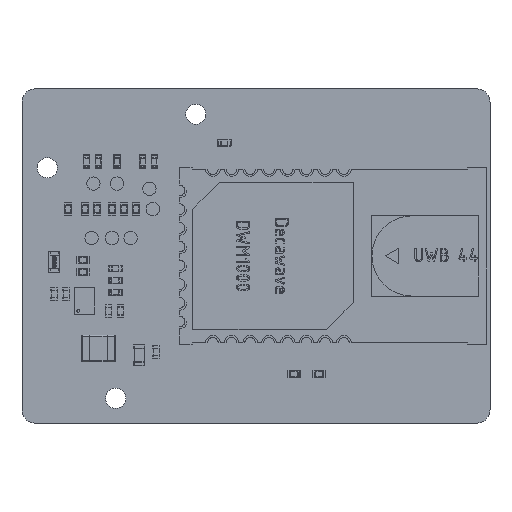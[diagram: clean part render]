
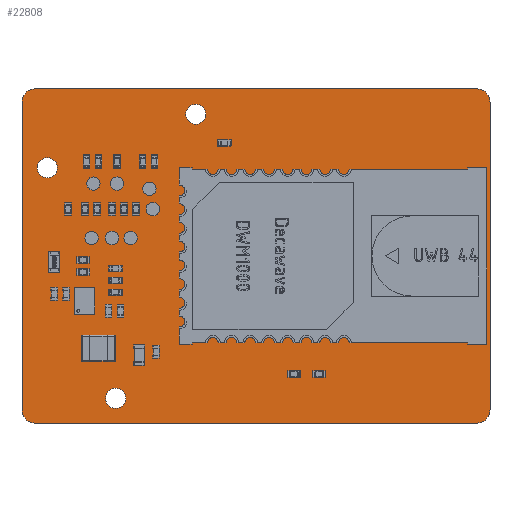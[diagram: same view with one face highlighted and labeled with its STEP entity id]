
A CAD part, top view. The second image highlights one B-rep face of the part: STEP entity #22808.
In plain terms, the highlighted planar face has unit normal (0, 0, 1).
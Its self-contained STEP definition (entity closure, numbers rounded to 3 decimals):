
#16850=FACE_OUTER_BOUND($,#19113,.F.);
#16860=FACE_OUTER_BOUND($,#19123,.T.);
#16864=FACE_OUTER_BOUND($,#19127,.T.);
#16868=FACE_OUTER_BOUND($,#19131,.T.);
#19113=EDGE_LOOP($,(#37835,#37836,#37837,#37838,#37839,#37840,#37841,#37842));
#19123=EDGE_LOOP($,(#37883,#37884));
#19127=EDGE_LOOP($,(#37895,#37896));
#19131=EDGE_LOOP($,(#37907,#37908));
#21436=PLANE($,#34685);
#22808=ADVANCED_FACE($,(#16850,#16860,#16864,#16868),#21436,.T.);
#25062=VECTOR($,#59696,23.);
#25063=VECTOR($,#59697,33.);
#25064=VECTOR($,#59698,23.);
#25065=VECTOR($,#59699,33.);
#29335=LINE($,#70111,#25062);
#29336=LINE($,#70113,#25063);
#29337=LINE($,#70115,#25064);
#29338=LINE($,#70117,#25065);
#33608=CIRCLE($,#34681,1.);
#33609=CIRCLE($,#34682,1.);
#33610=CIRCLE($,#34683,1.);
#33611=CIRCLE($,#34684,1.);
#33616=CIRCLE($,#34699,0.75);
#33617=CIRCLE($,#34700,0.75);
#33620=CIRCLE($,#34705,0.75);
#33621=CIRCLE($,#34706,0.75);
#33624=CIRCLE($,#34711,0.75);
#33625=CIRCLE($,#34712,0.75);
#34681=AXIS2_PLACEMENT_3D($,#70119,#59693,$);
#34682=AXIS2_PLACEMENT_3D($,#70120,#59693,$);
#34683=AXIS2_PLACEMENT_3D($,#70121,#59693,$);
#34684=AXIS2_PLACEMENT_3D($,#70122,#59693,$);
#34685=AXIS2_PLACEMENT_3D($,#70111,#59693,$);
#34699=AXIS2_PLACEMENT_3D($,#70143,#59693,$);
#34700=AXIS2_PLACEMENT_3D($,#70144,#59693,$);
#34705=AXIS2_PLACEMENT_3D($,#70155,#59693,$);
#34706=AXIS2_PLACEMENT_3D($,#70156,#59693,$);
#34711=AXIS2_PLACEMENT_3D($,#70167,#59693,$);
#34712=AXIS2_PLACEMENT_3D($,#70168,#59693,$);
#37835=ORIENTED_EDGE($,*,*,#49751,.T.);
#37836=ORIENTED_EDGE($,*,*,#49752,.T.);
#37837=ORIENTED_EDGE($,*,*,#49753,.T.);
#37838=ORIENTED_EDGE($,*,*,#49754,.T.);
#37839=ORIENTED_EDGE($,*,*,#49755,.T.);
#37840=ORIENTED_EDGE($,*,*,#49756,.T.);
#37841=ORIENTED_EDGE($,*,*,#49757,.T.);
#37842=ORIENTED_EDGE($,*,*,#49758,.T.);
#37883=ORIENTED_EDGE($,*,*,#49776,.T.);
#37884=ORIENTED_EDGE($,*,*,#49777,.T.);
#37895=ORIENTED_EDGE($,*,*,#49783,.T.);
#37896=ORIENTED_EDGE($,*,*,#49784,.T.);
#37907=ORIENTED_EDGE($,*,*,#49790,.T.);
#37908=ORIENTED_EDGE($,*,*,#49791,.T.);
#49751=EDGE_CURVE($,#55713,#55714,#33608,.F.);
#49752=EDGE_CURVE($,#55714,#55715,#29335,.T.);
#49753=EDGE_CURVE($,#55715,#55716,#33609,.F.);
#49754=EDGE_CURVE($,#55716,#55717,#29336,.T.);
#49755=EDGE_CURVE($,#55717,#55718,#33610,.F.);
#49756=EDGE_CURVE($,#55718,#55719,#29337,.T.);
#49757=EDGE_CURVE($,#55719,#55720,#33611,.F.);
#49758=EDGE_CURVE($,#55720,#55713,#29338,.T.);
#49776=EDGE_CURVE($,#55731,#55732,#33616,.F.);
#49777=EDGE_CURVE($,#55732,#55731,#33617,.F.);
#49783=EDGE_CURVE($,#55737,#55738,#33620,.F.);
#49784=EDGE_CURVE($,#55738,#55737,#33621,.F.);
#49790=EDGE_CURVE($,#55743,#55744,#33624,.F.);
#49791=EDGE_CURVE($,#55744,#55743,#33625,.F.);
#55713=VERTEX_POINT($,#70110);
#55714=VERTEX_POINT($,#70111);
#55715=VERTEX_POINT($,#70112);
#55716=VERTEX_POINT($,#70113);
#55717=VERTEX_POINT($,#70114);
#55718=VERTEX_POINT($,#70115);
#55719=VERTEX_POINT($,#70116);
#55720=VERTEX_POINT($,#70117);
#55731=VERTEX_POINT($,#70140);
#55732=VERTEX_POINT($,#70141);
#55737=VERTEX_POINT($,#70152);
#55738=VERTEX_POINT($,#70153);
#55743=VERTEX_POINT($,#70164);
#55744=VERTEX_POINT($,#70165);
#59693=DIRECTION($,(0.,0.,1.));
#59696=DIRECTION($,(0.,-1.,0.));
#59697=DIRECTION($,(-1.,0.,0.));
#59698=DIRECTION($,(0.,1.,0.));
#59699=DIRECTION($,(1.,0.,0.));
#70110=CARTESIAN_POINT('',(34.,25.,0.));
#70111=CARTESIAN_POINT('',(35.,24.,0.));
#70112=CARTESIAN_POINT('',(35.,1.,0.));
#70113=CARTESIAN_POINT('',(34.,0.,0.));
#70114=CARTESIAN_POINT('',(1.,0.,0.));
#70115=CARTESIAN_POINT('',(0.,1.,0.));
#70116=CARTESIAN_POINT('',(0.,24.,0.));
#70117=CARTESIAN_POINT('',(1.,25.,0.));
#70119=CARTESIAN_POINT('',(34.,24.,0.));
#70120=CARTESIAN_POINT('',(34.,1.,0.));
#70121=CARTESIAN_POINT('',(1.,1.,0.));
#70122=CARTESIAN_POINT('',(1.,24.,0.));
#70140=CARTESIAN_POINT('',(2.65,19.1,0.));
#70141=CARTESIAN_POINT('',(1.15,19.1,0.));
#70143=CARTESIAN_POINT('',(1.9,19.1,0.));
#70144=CARTESIAN_POINT('',(1.9,19.1,0.));
#70152=CARTESIAN_POINT('',(7.75,1.85,0.));
#70153=CARTESIAN_POINT('',(6.25,1.85,0.));
#70155=CARTESIAN_POINT('',(7.,1.85,0.));
#70156=CARTESIAN_POINT('',(7.,1.85,0.));
#70164=CARTESIAN_POINT('',(13.75,23.1,0.));
#70165=CARTESIAN_POINT('',(12.25,23.1,0.));
#70167=CARTESIAN_POINT('',(13.,23.1,0.));
#70168=CARTESIAN_POINT('',(13.,23.1,0.));
